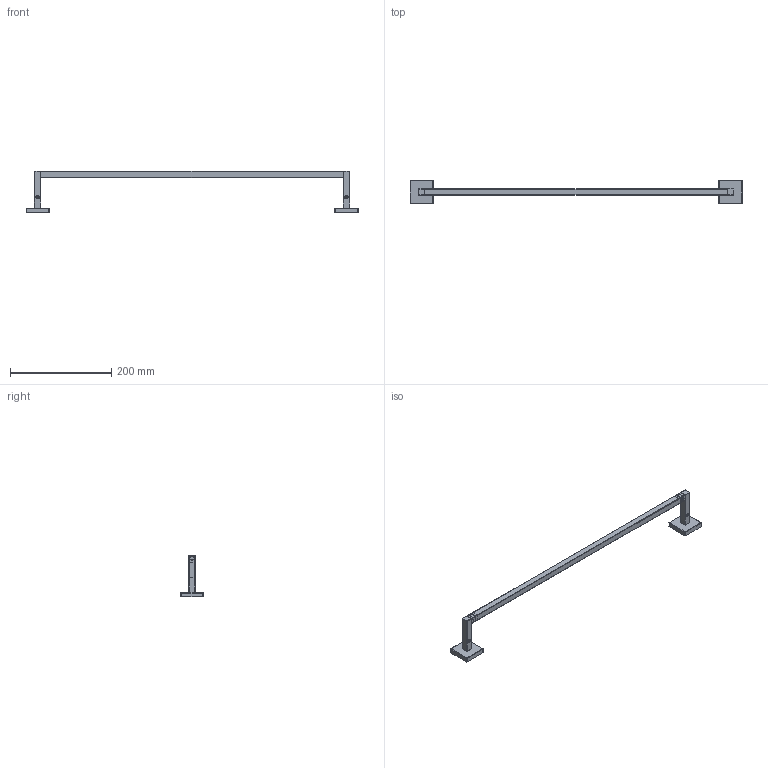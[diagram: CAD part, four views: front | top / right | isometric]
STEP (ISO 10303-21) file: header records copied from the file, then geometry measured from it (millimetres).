
FILE_DESCRIPTION((''),'2;1');
FILE_NAME('5203_ASM','2019-07-05T13:10:50',('rsmith'),(''),'CREO PARAMETRIC BY PTC INC, 2018400','CREO PARAMETRIC BY PTC INC, 2018400','');
FILE_SCHEMA(('CONFIG_CONTROL_DESIGN'));
Length unit declared in the file: inch
Products named in the file (9): 40596; 6XXB; 40598; 40597; 40612; 40609; 91255; 92563; 5203_ASM
Assembly tree (16 placements, depth 2):
  5203_ASM
    40596  x2
    6XXB
    40598
    40597
    40612
    40609  x2
    91255  x4
    92563  x4
Bounding box: 655.32 x 45.72 x 82.55 mm (x, y, z)
Volume: 53068.5 mm3; surface area: 136702.3 mm2
Topology: 16 solids, 26 shells, 1151 faces, 2968 edges, 1881 vertices
Faces by surface type: plane 455, cylinder 369, bspline 107, torus 90, cone 82, sphere 48
Entity records: 37931 total; most frequent: CARTESIAN_POINT 19499, ORIENTED_EDGE 3865, DIRECTION 3609, EDGE_CURVE 1996, VERTEX_POINT 1292, AXIS2_PLACEMENT_3D 1266, VECTOR 1077, LINE 1077
